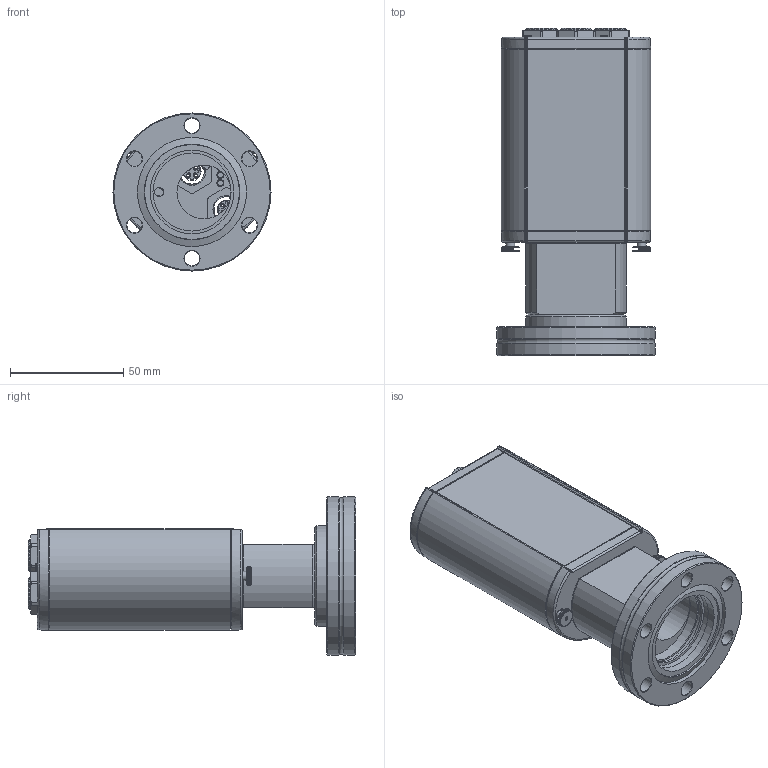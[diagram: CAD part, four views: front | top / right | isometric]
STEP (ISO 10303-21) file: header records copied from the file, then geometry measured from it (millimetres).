
FILE_DESCRIPTION (( 'STEP AP214' ), '1' );
FILE_NAME ('HPT200 CF40.STEP', '2021-01-19T12:33:03', ( '' ), ( '' ), 'SwSTEP 2.0', 'SolidWorks 2019', '' );
FILE_SCHEMA (( 'AUTOMOTIVE_DESIGN' ));
Length unit declared in the file: millimetre
Products named in the file (1): HPT200 CF40
Bounding box: 69.9 x 144.7 x 69.9 mm (x, y, z)
Surface area: 45546.1 mm2 (no closed solid volume)
Topology: 0 solids, 104 shells, 462 faces, 3021 edges, 2569 vertices
Faces by surface type: plane 216, cylinder 127, cone 50, torus 37, bspline 32
Full cylindrical faces by diameter (mm): 1.1 x13, 1.6 x2, 3.175 x6, 4 x5, 4.5 x1, 5 x1, 6.7 x6, 8 x3, 11 x3, 12 x3, 14 x3, 23.8 x1, 34.5 x2, 36 x1, 37 x2, 44.5 x1, 48.3 x1, 69.9 x2
Entity records: 38671 total; most frequent: CARTESIAN_POINT 13646, DIRECTION 3640, ORIENTED_EDGE 3525, EDGE_CURVE 2876, VERTEX_POINT 2551, AXIS2_PLACEMENT_3D 1454, B_SPLINE_CURVE_WITH_KNOTS 1062, CIRCLE 1023
